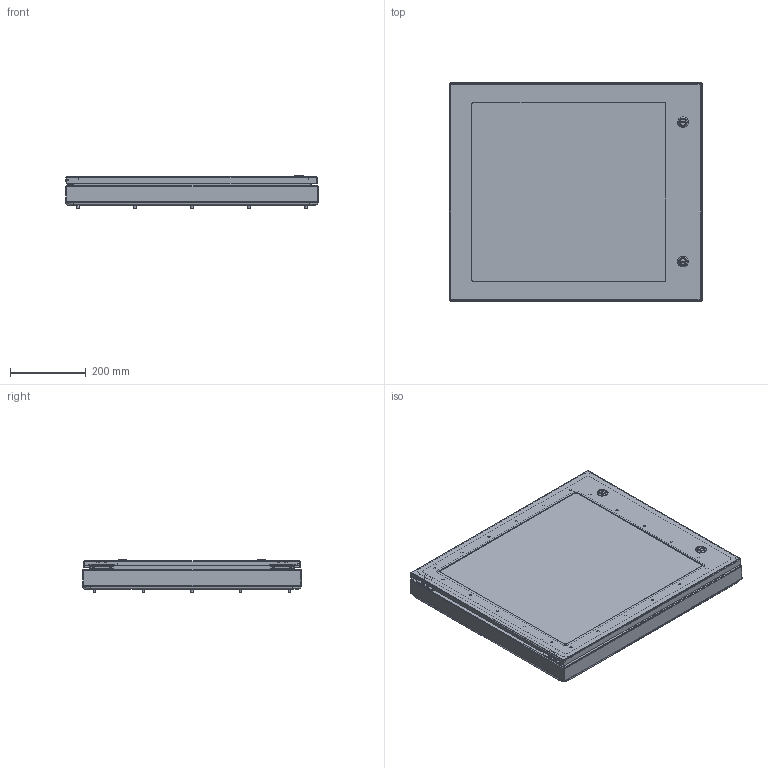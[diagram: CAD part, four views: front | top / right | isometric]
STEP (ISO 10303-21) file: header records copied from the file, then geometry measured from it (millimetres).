
FILE_DESCRIPTION (( 'STEP AP214' ), '1' );
FILE_NAME ('WADW232602.STEP', '2018-06-14T14:19:06', ( '' ), ( '' ), 'SwSTEP 2.0', 'SolidWorks 2017', '' );
FILE_SCHEMA (( 'AUTOMOTIVE_DESIGN' ));
Length unit declared in the file: inch
Products named in the file (1): WADW232602
Bounding box: 666.75 x 577.85 x 88.26 mm (x, y, z)
Volume: 3275451.6 mm3; surface area: 1828351.1 mm2
Topology: 100 solids, 100 shells, 2698 faces, 6356 edges, 3882 vertices
Faces by surface type: plane 1046, cylinder 818, cone 530, bspline 304
Full cylindrical faces by diameter (mm): 2.362 x4, 3.175 x2, 3.317 x68, 3.861 x4, 3.962 x24, 4.166 x68, 4.25 x4, 4.366 x4, 4.572 x4, 4.765 x2, 4.775 x4, 4.826 x22, 5 x2, 6 x2, 6.325 x31, 6.35 x30, 6.502 x4, 7.137 x22, 7.938 x1, 8.128 x4, 9.144 x4, 9.9 x2, 10 x4, 10.2 x2, 11.05 x2, 12.8 x2, 13.5 x2, 15.2 x2, 15.8 x2, 16.1 x4
Entity records: 102359 total; most frequent: CARTESIAN_POINT 46962, ORIENTED_EDGE 10628, DIRECTION 10470, EDGE_CURVE 5314, AXIS2_PLACEMENT_3D 4106, EDGE_LOOP 3610, VERTEX_POINT 3516, FACE_OUTER_BOUND 3096
